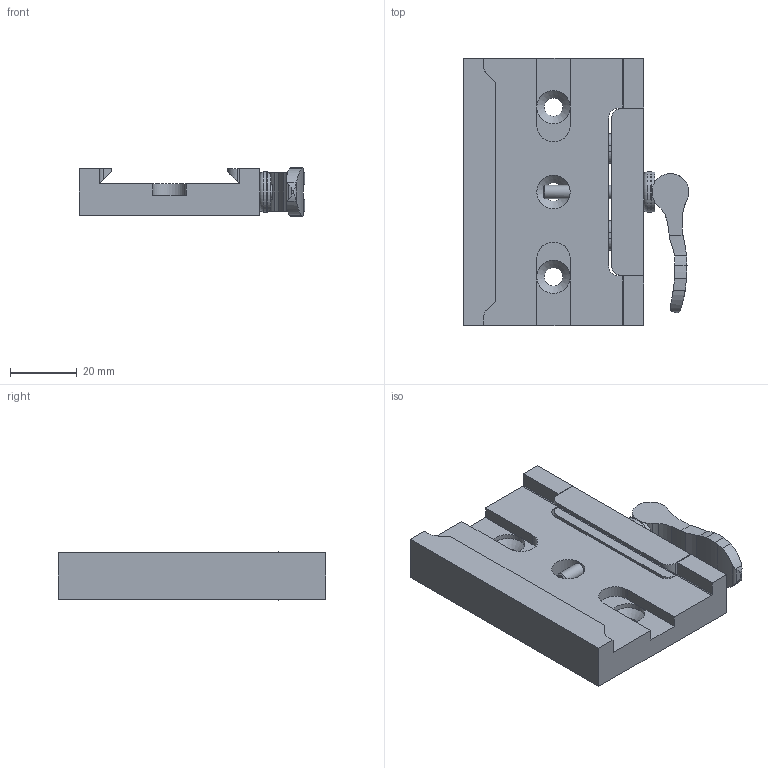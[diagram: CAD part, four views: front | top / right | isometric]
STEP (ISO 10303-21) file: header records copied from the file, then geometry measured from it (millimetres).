
FILE_DESCRIPTION(/* description */ (''),/* implementation_level */ '2;1');
FILE_NAME(/* name */ '508657_U-Schiene_kpl_38mm_Vereinfachen_1.stp',/* time_stamp */ '2022-12-16T14:38:20+01:00',/* author */ ('glueck'),/* organization */ (''),/* preprocessor_version */ 'ST-DEVELOPER v19.2',/* originating_system */ 'Autodesk Inventor 2023',/* authorisation */ '');
FILE_SCHEMA (('AUTOMOTIVE_DESIGN { 1 0 10303 214 3 1 1 }'));
Length unit declared in the file: millimetre
Products named in the file (1): 508657_U-Schiene_kpl_38mm_Vereinfachen_1
Bounding box: 67.49 x 80 x 14.4 mm (x, y, z)
Volume: 45870.3 mm3; surface area: 18085.2 mm2
Topology: 1 solids, 1 shells, 164 faces, 459 edges, 303 vertices
Faces by surface type: cylinder 83, plane 67, cone 9, torus 5
Full cylindrical faces by diameter (mm): 4 x3, 4.3 x1, 5.5 x3, 6 x1, 10 x3, 12 x1
Entity records: 6013 total; most frequent: CARTESIAN_POINT 1547, ORIENTED_EDGE 918, DIRECTION 852, EDGE_CURVE 459, AXIS2_PLACEMENT_3D 312, VERTEX_POINT 303, LINE 228, VECTOR 228
